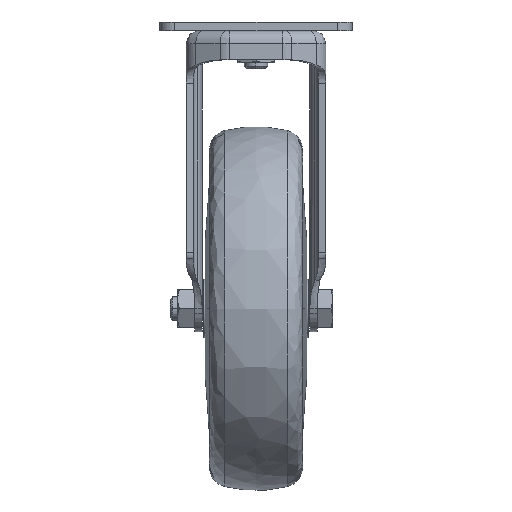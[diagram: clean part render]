
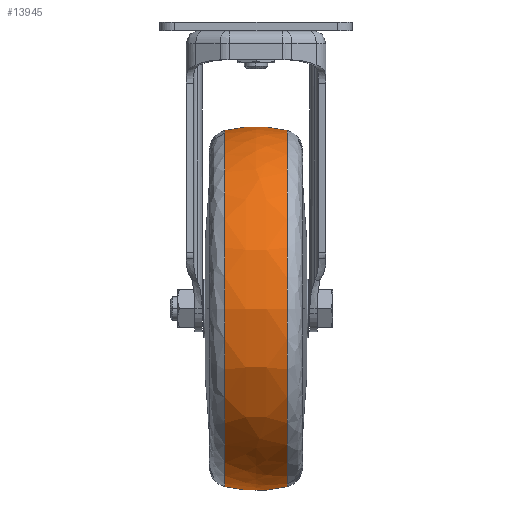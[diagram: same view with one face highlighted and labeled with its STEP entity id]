
A CAD part, front view. The second image highlights one B-rep face of the part: STEP entity #13945.
In plain terms, the highlighted free-form (B-spline) face has degree [3, 3] with [4, 4] control points.
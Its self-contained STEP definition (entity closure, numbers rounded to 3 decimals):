
#437 = CARTESIAN_POINT ( 'NONE',  ( -3.621, -125.87, -0.435 ) ) ;
#1423 = CIRCLE ( 'NONE', #13508, 61.22 ) ;
#1820 = ORIENTED_EDGE ( 'NONE', *, *, #2798, .T. ) ;
#1917 = AXIS2_PLACEMENT_3D ( 'NONE', #9634, #16182, #13716 ) ;
#2798 = EDGE_CURVE ( 'NONE', #3464, #7399, #1423, .T. ) ;
#2916 = CARTESIAN_POINT ( 'NONE',  ( 10.658, 0., 123.72 ) ) ;
#3019 = CARTESIAN_POINT ( 'NONE',  ( -3.621, -125.87, 125.435 ) ) ;
#3076 = CARTESIAN_POINT ( 'NONE',  ( -10.658, 0., 123.72 ) ) ;
#3295 = ORIENTED_EDGE ( 'NONE', *, *, #8964, .F. ) ;
#3363 = CARTESIAN_POINT ( 'NONE',  ( 10.658, 0., 123.72 ) ) ;
#3405 = AXIS2_PLACEMENT_3D ( 'NONE', #8879, #10091, #16819 ) ;
#3464 = VERTEX_POINT ( 'NONE', #6880 ) ;
#4244 = CARTESIAN_POINT ( 'NONE',  ( 3.621, -125.87, 125.435 ) ) ;
#4737 = CIRCLE ( 'NONE', #8650, 61.22 ) ;
#4898 = DIRECTION ( 'NONE',  ( 1., 0., 0. ) ) ;
#5310 = CARTESIAN_POINT ( 'NONE',  ( 10.658, 0., 62.5 ) ) ;
#5323 = ORIENTED_EDGE ( 'NONE', *, *, #15254, .T. ) ;
#5546 = CARTESIAN_POINT ( 'NONE',  ( -10.658, -122.439, 123.72 ) ) ;
#5609 = CARTESIAN_POINT ( 'NONE',  ( 3.621, 0., 125.435 ) ) ;
#5655 = CARTESIAN_POINT ( 'NONE',  ( 10.658, 0., 1.28 ) ) ;
#6880 = CARTESIAN_POINT ( 'NONE',  ( 10.658, 0., 1.28 ) ) ;
#7029 = EDGE_LOOP ( 'NONE', ( #3295, #5323, #8076, #1820 ) ) ;
#7399 = VERTEX_POINT ( 'NONE', #3363 ) ;
#7768 = CIRCLE ( 'NONE', #3405, 45. ) ;
#7971 = DIRECTION ( 'NONE',  ( 0., 0., -1. ) ) ;
#7990 = EDGE_CURVE ( 'NONE', #14908, #3464, #7768, .T. ) ;
#8076 = ORIENTED_EDGE ( 'NONE', *, *, #7990, .T. ) ;
#8111 = CARTESIAN_POINT ( 'NONE',  ( -3.621, 0., 125.435 ) ) ;
#8165 = CARTESIAN_POINT ( 'NONE',  ( 10.658, -122.439, 123.72 ) ) ;
#8650 = AXIS2_PLACEMENT_3D ( 'NONE', #11549, #4898, #10336 ) ;
#8879 = CARTESIAN_POINT ( 'NONE',  ( 0., 0., 45. ) ) ;
#8964 = EDGE_CURVE ( 'NONE', #13092, #7399, #14952, .T. ) ;
#9118 = CARTESIAN_POINT ( 'NONE',  ( -10.658, 0., 1.28 ) ) ;
#9420 = CARTESIAN_POINT ( 'NONE',  ( -10.658, 0., 1.28 ) ) ;
#9564 = CARTESIAN_POINT ( 'NONE',  ( 3.621, 0., -0.435 ) ) ;
#9634 = CARTESIAN_POINT ( 'NONE',  ( 0., 0., 80. ) ) ;
#10091 = DIRECTION ( 'NONE',  ( 0., -1., 0. ) ) ;
#10336 = DIRECTION ( 'NONE',  ( 0., 0., -1. ) ) ;
#10620 = CARTESIAN_POINT ( 'NONE',  ( -10.658, 0., 123.72 ) ) ;
#10859 = CARTESIAN_POINT ( 'NONE',  ( 10.658, -122.439, 1.28 ) ) ;
#11549 = CARTESIAN_POINT ( 'NONE',  ( -10.658, 0., 62.5 ) ) ;
#13092 = VERTEX_POINT ( 'NONE', #10620 ) ;
#13370 = CARTESIAN_POINT ( 'NONE',  ( 3.621, -125.87, -0.435 ) ) ;
#13508 = AXIS2_PLACEMENT_3D ( 'NONE', #5310, #15781, #7971 ) ;
#13716 = DIRECTION ( 'NONE',  ( 0., 0., 1. ) ) ;
#13945 = ADVANCED_FACE ( 'NONE', ( #15422 ), #16890, .T. ) ;
#14675 = CARTESIAN_POINT ( 'NONE',  ( -3.621, 0., -0.435 ) ) ;
#14840 = CARTESIAN_POINT ( 'NONE',  ( -10.658, -122.439, 1.28 ) ) ;
#14908 = VERTEX_POINT ( 'NONE', #9420 ) ;
#14952 = CIRCLE ( 'NONE', #1917, 45. ) ;
#15254 = EDGE_CURVE ( 'NONE', #13092, #14908, #4737, .T. ) ;
#15422 = FACE_OUTER_BOUND ( 'NONE', #7029, .T. ) ;
#15781 = DIRECTION ( 'NONE',  ( -1., 0., 0. ) ) ;
#16182 = DIRECTION ( 'NONE',  ( 0., 1., 0. ) ) ;
#16819 = DIRECTION ( 'NONE',  ( 0., 0., -1. ) ) ;
#16890 =( BOUNDED_SURFACE ( )  B_SPLINE_SURFACE ( 3, 3, ( 
 ( #9118, #14840, #5546, #3076 ),
 ( #14675, #437, #3019, #8111 ),
 ( #9564, #13370, #4244, #5609 ),
 ( #5655, #10859, #8165, #2916 ) ),
 .UNSPECIFIED., .F., .F., .T. ) 
 B_SPLINE_SURFACE_WITH_KNOTS ( ( 4, 4 ),
 ( 4, 4 ),
 ( 0., 1. ),
 ( 0., 1. ),
 .UNSPECIFIED. ) 
 GEOMETRIC_REPRESENTATION_ITEM ( )  RATIONAL_B_SPLINE_SURFACE ( (
 ( 1., 0.333, 0.333, 1.),
 ( 0.981, 0.327, 0.327, 0.981),
 ( 0.981, 0.327, 0.327, 0.981),
 ( 1., 0.333, 0.333, 1.) ) ) 
 REPRESENTATION_ITEM ( '' )  SURFACE ( )  );
